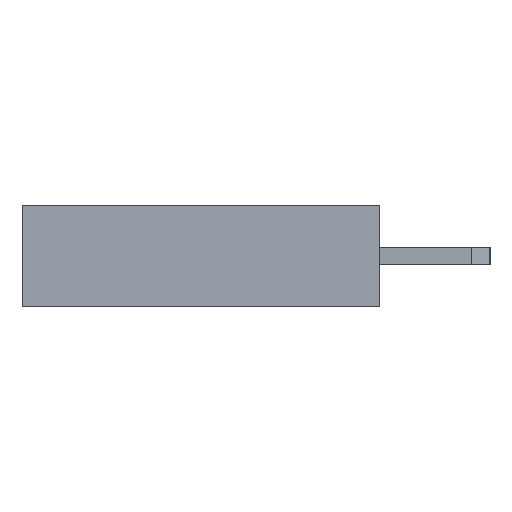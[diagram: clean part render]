
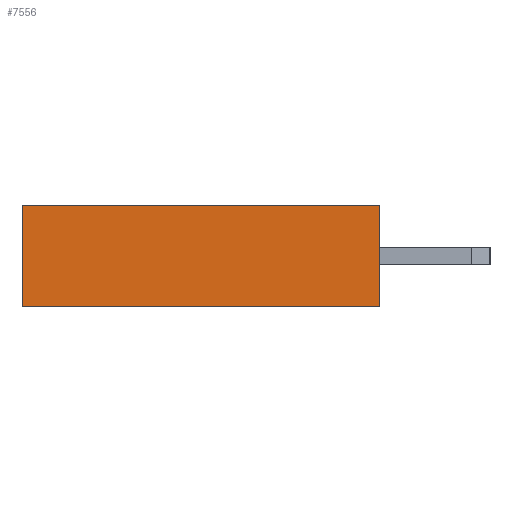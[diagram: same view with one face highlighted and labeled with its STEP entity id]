
A CAD part, left-side view. The second image highlights one B-rep face of the part: STEP entity #7556.
In plain terms, the highlighted planar face has unit normal (-1, 0, 0).
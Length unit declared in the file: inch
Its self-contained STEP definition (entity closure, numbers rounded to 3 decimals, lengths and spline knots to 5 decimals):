
#743=ORIENTED_EDGE('',*,*,#2688,.T.);
#744=ORIENTED_EDGE('',*,*,#2287,.F.);
#745=ORIENTED_EDGE('',*,*,#2739,.F.);
#746=ORIENTED_EDGE('',*,*,#2279,.T.);
#2279=EDGE_CURVE('',#3354,#3353,#4069,.T.);
#2287=EDGE_CURVE('',#3361,#3362,#4077,.T.);
#2688=EDGE_CURVE('',#3353,#3362,#4478,.T.);
#2739=EDGE_CURVE('',#3354,#3361,#4529,.T.);
#3353=VERTEX_POINT('',#10286);
#3354=VERTEX_POINT('',#10288);
#3361=VERTEX_POINT('',#10303);
#3362=VERTEX_POINT('',#10305);
#4069=LINE('',#10287,#5143);
#4077=LINE('',#10304,#5151);
#4478=LINE('',#11105,#5552);
#4529=LINE('',#11182,#5603);
#5143=VECTOR('',#8334,39.37008);
#5151=VECTOR('',#8344,39.37008);
#5552=VECTOR('',#8947,39.37008);
#5603=VECTOR('',#9050,39.37008);
#6245=EDGE_LOOP('',(#743,#744,#745,#746));
#6707=FACE_BOUND('',#6245,.T.);
#7169=PLANE('',#7969);
#7556=ADVANCED_FACE('',(#6707),#7169,.F.);
#7969=AXIS2_PLACEMENT_3D('',#11181,#9048,#9049);
#8334=DIRECTION('',(0.,-1.,0.));
#8344=DIRECTION('',(0.,-1.,0.));
#8947=DIRECTION('',(0.,0.,1.));
#9048=DIRECTION('',(1.,0.,0.));
#9049=DIRECTION('',(0.,0.,-1.));
#9050=DIRECTION('',(0.,0.,1.));
#10286=CARTESIAN_POINT('',(-1.26,0.,-0.0475));
#10287=CARTESIAN_POINT('',(-1.26,0.335,-0.0475));
#10288=CARTESIAN_POINT('',(-1.26,0.335,-0.0475));
#10303=CARTESIAN_POINT('',(-1.26,0.335,0.0475));
#10304=CARTESIAN_POINT('',(-1.26,0.335,0.0475));
#10305=CARTESIAN_POINT('',(-1.26,0.,0.0475));
#11105=CARTESIAN_POINT('',(-1.26,0.,-0.0475));
#11181=CARTESIAN_POINT('',(-1.26,0.335,-0.0475));
#11182=CARTESIAN_POINT('',(-1.26,0.335,-0.0475));
